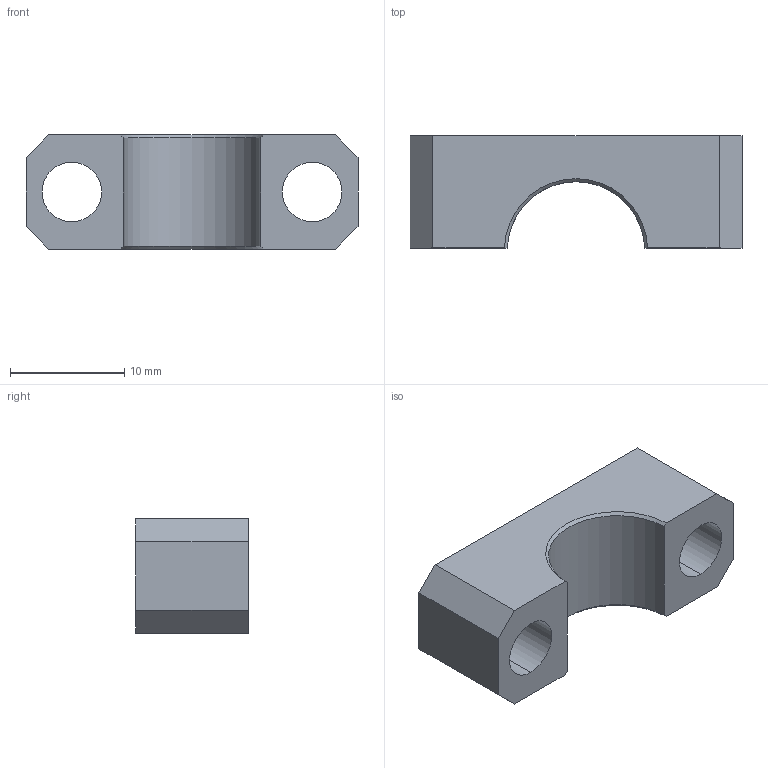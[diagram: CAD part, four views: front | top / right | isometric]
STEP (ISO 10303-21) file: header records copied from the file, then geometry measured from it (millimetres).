
FILE_DESCRIPTION (( 'STEP AP214' ), '1' );
FILE_NAME ('K4-BRIDE BIELLE VILLEBREQUIN.STEP', '2022-05-23T19:23:03', ( '' ), ( '' ), 'SwSTEP 2.0', 'SolidWorks 2021', '' );
FILE_SCHEMA (( 'AUTOMOTIVE_DESIGN' ));
Length unit declared in the file: millimetre
Products named in the file (1): K4-BRIDE BIELLE VILLEBREQUIN
Bounding box: 29 x 9.8 x 10 mm (x, y, z)
Volume: 1804.7 mm3; surface area: 1468.5 mm2
Topology: 1 solids, 1 shells, 18 faces, 48 edges, 32 vertices
Faces by surface type: plane 11, cylinder 5, cone 2
Entity records: 610 total; most frequent: CARTESIAN_POINT 111, ORIENTED_EDGE 96, DIRECTION 94, EDGE_CURVE 48, LINE 32, VERTEX_POINT 32, VECTOR 32, AXIS2_PLACEMENT_3D 31
